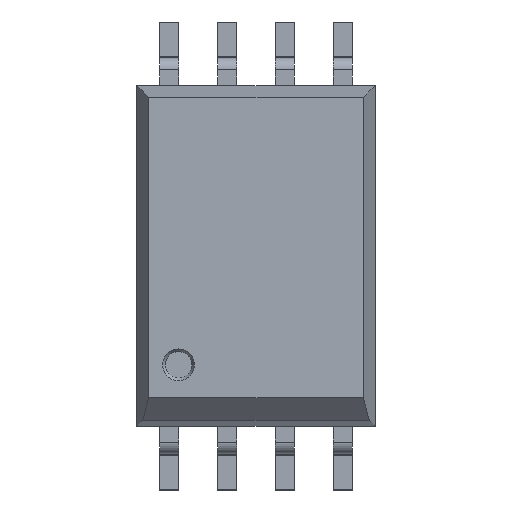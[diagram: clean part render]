
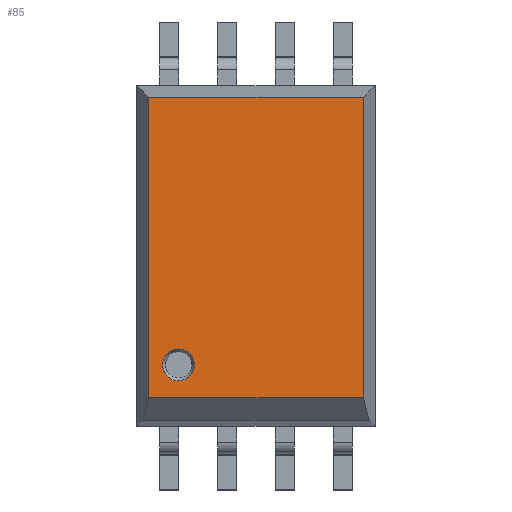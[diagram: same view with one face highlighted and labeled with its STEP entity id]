
A CAD part, top view. The second image highlights one B-rep face of the part: STEP entity #85.
In plain terms, the highlighted planar face has unit normal (0, 0, 1).
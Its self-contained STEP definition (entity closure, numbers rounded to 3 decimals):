
#85=ADVANCED_FACE('',(#1168,#1170),#1172,.T.);
#1168=FACE_BOUND('',#1169,.T.);
#1169=EDGE_LOOP('',(#2028,#2029,#2030,#2031));
#1170=FACE_BOUND('',#1171,.T.);
#1171=EDGE_LOOP('',(#2032));
#1172=PLANE('',#1173);
#1173=AXIS2_PLACEMENT_3D('',#1174,#1175,#1176);
#1174=CARTESIAN_POINT('',(0.635,-3.75,2.5));
#1175=DIRECTION('',(0.,-0.,1.));
#1176=DIRECTION('',(0.,1.,0.));
#2028=ORIENTED_EDGE('',*,*,#2668,.T.);
#2029=ORIENTED_EDGE('',*,*,#2667,.T.);
#2030=ORIENTED_EDGE('',*,*,#2669,.T.);
#2031=ORIENTED_EDGE('',*,*,#2661,.F.);
#2032=ORIENTED_EDGE('',*,*,#2670,.T.);
#2661=EDGE_CURVE('',#2985,#2987,#2988,.T.);
#2667=EDGE_CURVE('',#2992,#2996,#2998,.T.);
#2668=EDGE_CURVE('',#2985,#2992,#2999,.F.);
#2669=EDGE_CURVE('',#2996,#2987,#3000,.T.);
#2670=EDGE_CURVE('',#3001,#3001,#3002,.F.);
#2985=VERTEX_POINT('',#3526);
#2987=VERTEX_POINT('',#3530);
#2988=LINE('',#3531,#3532);
#2992=VERTEX_POINT('',#3541);
#2996=VERTEX_POINT('',#3549);
#2998=LINE('',#3553,#3554);
#2999=LINE('',#3556,#3557);
#3000=LINE('',#3559,#3560);
#3001=VERTEX_POINT('',#3562);
#3002=CIRCLE('',#3563,0.35);
#3526=CARTESIAN_POINT('',(-0.458,-3.125,2.5));
#3530=CARTESIAN_POINT('',(-0.458,3.488,2.5));
#3531=CARTESIAN_POINT('',(-0.458,-3.125,2.5));
#3532=VECTOR('',#3533,1.);
#3533=DIRECTION('',(0.,1.,0.));
#3541=CARTESIAN_POINT('',(4.268,-3.125,2.5));
#3549=CARTESIAN_POINT('',(4.268,3.488,2.5));
#3553=CARTESIAN_POINT('',(4.268,-3.125,2.5));
#3554=VECTOR('',#3555,1.);
#3555=DIRECTION('',(0.,1.,0.));
#3556=CARTESIAN_POINT('',(4.268,-3.125,2.5));
#3557=VECTOR('',#3558,1.);
#3558=DIRECTION('',(-1.,0.,0.));
#3559=CARTESIAN_POINT('',(4.268,3.488,2.5));
#3560=VECTOR('',#3561,1.);
#3561=DIRECTION('',(-1.,0.,0.));
#3562=CARTESIAN_POINT('',(0.55,-2.4,2.5));
#3563=AXIS2_PLACEMENT_3D('',#3564,#3565,#3566);
#3564=CARTESIAN_POINT('',(0.2,-2.4,2.5));
#3565=DIRECTION('',(0.,-0.,1.));
#3566=DIRECTION('',(1.,0.,0.));
